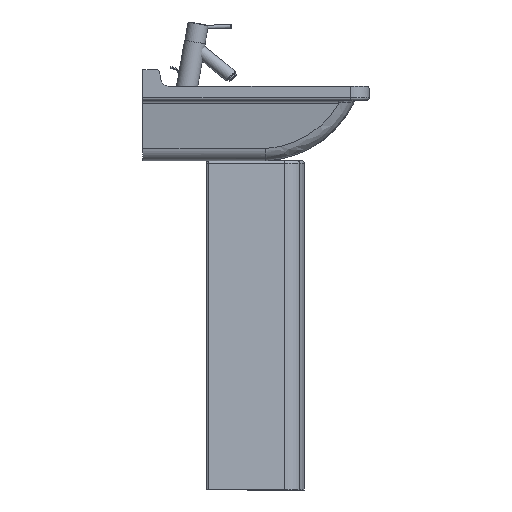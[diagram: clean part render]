
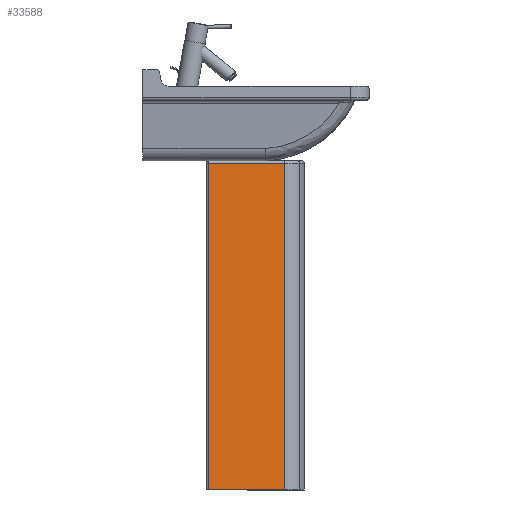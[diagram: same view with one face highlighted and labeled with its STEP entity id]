
A CAD part, left-side view. The second image highlights one B-rep face of the part: STEP entity #33588.
In plain terms, the highlighted face is planar.
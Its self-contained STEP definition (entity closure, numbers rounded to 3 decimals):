
#32416=CARTESIAN_POINT('',(118.148,31.404,5.0));
#32417=VERTEX_POINT('',#32416);
#32466=CARTESIAN_POINT('',(103.047,-131.467,5.0));
#32467=VERTEX_POINT('',#32466);
#32477=CARTESIAN_POINT('',(118.148,31.404,5.0));
#32478=DIRECTION('',(-0.092,-0.996,0.0));
#32479=VECTOR('',#32478,163.569);
#32480=LINE('',#32477,#32479);
#32481=EDGE_CURVE('',#32417,#32467,#32480,.T.);
#32493=CARTESIAN_POINT('',(118.148,31.404,705.0));
#32494=VERTEX_POINT('',#32493);
#32502=CARTESIAN_POINT('',(118.148,31.404,705.0));
#32503=DIRECTION('',(0.0,0.0,-1.0));
#32504=VECTOR('',#32503,700.0);
#32505=LINE('',#32502,#32504);
#32506=EDGE_CURVE('',#32494,#32417,#32505,.T.);
#33379=CARTESIAN_POINT('',(103.047,-131.467,705.0));
#33380=VERTEX_POINT('',#33379);
#33388=CARTESIAN_POINT('',(118.148,31.404,705.0));
#33389=DIRECTION('',(-0.092,-0.996,0.0));
#33390=VECTOR('',#33389,163.569);
#33391=LINE('',#33388,#33390);
#33392=EDGE_CURVE('',#32494,#33380,#33391,.T.);
#33572=CARTESIAN_POINT('',(118.655,36.865,0.0));
#33573=DIRECTION('',(0.996,-0.092,0.0));
#33574=DIRECTION('',(0.0,0.0,-1.0));
#33575=AXIS2_PLACEMENT_3D('',#33572,#33573,#33574);
#33576=PLANE('',#33575);
#33577=ORIENTED_EDGE('',*,*,#32506,.F.);
#33578=ORIENTED_EDGE('',*,*,#33392,.T.);
#33579=CARTESIAN_POINT('',(103.047,-131.467,5.0));
#33580=DIRECTION('',(0.0,0.0,1.0));
#33581=VECTOR('',#33580,700.0);
#33582=LINE('',#33579,#33581);
#33583=EDGE_CURVE('',#32467,#33380,#33582,.T.);
#33584=ORIENTED_EDGE('',*,*,#33583,.F.);
#33585=ORIENTED_EDGE('',*,*,#32481,.F.);
#33586=EDGE_LOOP('',(#33577,#33578,#33584,#33585));
#33587=FACE_OUTER_BOUND('',#33586,.T.);
#33588=ADVANCED_FACE('',(#33587),#33576,.T.);
